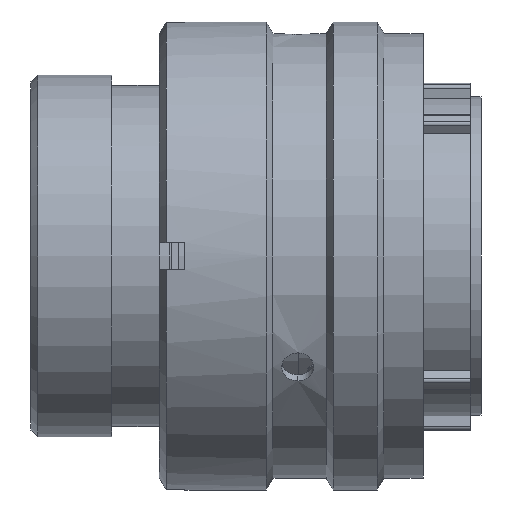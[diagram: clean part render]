
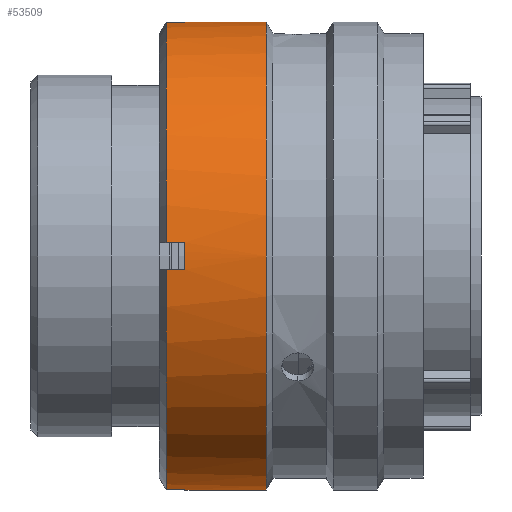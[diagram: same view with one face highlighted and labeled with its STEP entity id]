
A CAD part, front view. The second image highlights one B-rep face of the part: STEP entity #53509.
In plain terms, the highlighted cylindrical face has radius 17.35 mm (diameter 34.7 mm), a partial arc.
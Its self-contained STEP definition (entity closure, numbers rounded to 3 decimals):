
#515 = ORIENTED_EDGE ( 'NONE', *, *, #82519, .T. ) ;
#1277 = CIRCLE ( 'NONE', #37487, 17.35 ) ;
#2106 = DIRECTION ( 'NONE',  ( 1., 0., 0. ) ) ;
#6850 = CARTESIAN_POINT ( 'NONE',  ( 11.42, -17.321, 1. ) ) ;
#7141 = DIRECTION ( 'NONE',  ( 0., 0., 1. ) ) ;
#7271 = DIRECTION ( 'NONE',  ( 0., 0., 1. ) ) ;
#7318 = AXIS2_PLACEMENT_3D ( 'NONE', #37994, #25782, #51336 ) ;
#7607 = ORIENTED_EDGE ( 'NONE', *, *, #39130, .T. ) ;
#9029 = LINE ( 'NONE', #15763, #80320 ) ;
#10419 = CARTESIAN_POINT ( 'NONE',  ( 29.07, 0., -17.35 ) ) ;
#10824 = ORIENTED_EDGE ( 'NONE', *, *, #38821, .T. ) ;
#11125 = DIRECTION ( 'NONE',  ( 0., 0., -1. ) ) ;
#11919 = AXIS2_PLACEMENT_3D ( 'NONE', #58730, #77674, #7141 ) ;
#13175 = EDGE_CURVE ( 'NONE', #54607, #64070, #56119, .T. ) ;
#13681 = EDGE_CURVE ( 'NONE', #54607, #34628, #1277, .T. ) ;
#13725 = VECTOR ( 'NONE', #74492, 1000. ) ;
#13979 = CARTESIAN_POINT ( 'NONE',  ( 11.42, 0., -17.35 ) ) ;
#15240 = DIRECTION ( 'NONE',  ( 1., 0., 0. ) ) ;
#15763 = CARTESIAN_POINT ( 'NONE',  ( 29.07, -17.321, 1. ) ) ;
#16605 = DIRECTION ( 'NONE',  ( 1., 0., 0. ) ) ;
#16875 = ORIENTED_EDGE ( 'NONE', *, *, #77802, .T. ) ;
#17542 = CARTESIAN_POINT ( 'NONE',  ( 29.07, -17.321, -1. ) ) ;
#17591 = CARTESIAN_POINT ( 'NONE',  ( 10.02, -17.321, -1. ) ) ;
#17940 = ORIENTED_EDGE ( 'NONE', *, *, #13681, .T. ) ;
#21166 = DIRECTION ( 'NONE',  ( 1., 0., 0. ) ) ;
#24310 = VERTEX_POINT ( 'NONE', #77459 ) ;
#25782 = DIRECTION ( 'NONE',  ( 1., 0., 0. ) ) ;
#26946 = VERTEX_POINT ( 'NONE', #6850 ) ;
#27778 = CARTESIAN_POINT ( 'NONE',  ( 29.07, -1., 17.321 ) ) ;
#29656 = CIRCLE ( 'NONE', #47075, 17.35 ) ;
#29757 = CARTESIAN_POINT ( 'NONE',  ( 10.02, -1., -17.321 ) ) ;
#31003 = LINE ( 'NONE', #10419, #74843 ) ;
#31097 = EDGE_CURVE ( 'NONE', #55821, #62212, #31003, .T. ) ;
#31507 = CARTESIAN_POINT ( 'NONE',  ( 10.02, 0., 0. ) ) ;
#34080 = ORIENTED_EDGE ( 'NONE', *, *, #31097, .T. ) ;
#34628 = VERTEX_POINT ( 'NONE', #35724 ) ;
#35724 = CARTESIAN_POINT ( 'NONE',  ( 11.42, -1., 17.321 ) ) ;
#36308 = LINE ( 'NONE', #48443, #13725 ) ;
#37487 = AXIS2_PLACEMENT_3D ( 'NONE', #72700, #15240, #7271 ) ;
#37994 = CARTESIAN_POINT ( 'NONE',  ( 29.07, 0., 0. ) ) ;
#38023 = CARTESIAN_POINT ( 'NONE',  ( 11.42, 0., 0. ) ) ;
#38821 = EDGE_CURVE ( 'NONE', #43660, #80956, #29656, .T. ) ;
#39130 = EDGE_CURVE ( 'NONE', #24310, #43660, #51058, .T. ) ;
#39941 = VECTOR ( 'NONE', #42792, 1000. ) ;
#41470 = CIRCLE ( 'NONE', #11919, 17.35 ) ;
#42211 = DIRECTION ( 'NONE',  ( 1., 0., 0. ) ) ;
#42792 = DIRECTION ( 'NONE',  ( 1., 0., 0. ) ) ;
#42962 = CARTESIAN_POINT ( 'NONE',  ( 11.42, -1., -17.321 ) ) ;
#42978 = EDGE_CURVE ( 'NONE', #73649, #55821, #59841, .T. ) ;
#43068 = CARTESIAN_POINT ( 'NONE',  ( 17.44, 0., 0. ) ) ;
#43432 = CARTESIAN_POINT ( 'NONE',  ( 10.02, -17.321, 1. ) ) ;
#43660 = VERTEX_POINT ( 'NONE', #17591 ) ;
#44273 = CYLINDRICAL_SURFACE ( 'NONE', #7318, 17.35 ) ;
#46666 = CIRCLE ( 'NONE', #80191, 17.35 ) ;
#47071 = LINE ( 'NONE', #27778, #53107 ) ;
#47075 = AXIS2_PLACEMENT_3D ( 'NONE', #31507, #63826, #57456 ) ;
#48443 = CARTESIAN_POINT ( 'NONE',  ( 29.07, -1., -17.321 ) ) ;
#49615 = ORIENTED_EDGE ( 'NONE', *, *, #59059, .T. ) ;
#51058 = LINE ( 'NONE', #17542, #56469 ) ;
#51336 = DIRECTION ( 'NONE',  ( 0., 0., -1. ) ) ;
#53107 = VECTOR ( 'NONE', #71841, 1000. ) ;
#53509 = ADVANCED_FACE ( 'NONE', ( #64002 ), #44273, .T. ) ;
#53526 = VERTEX_POINT ( 'NONE', #43432 ) ;
#54607 = VERTEX_POINT ( 'NONE', #69764 ) ;
#54634 = EDGE_CURVE ( 'NONE', #34628, #68016, #47071, .T. ) ;
#54901 = CARTESIAN_POINT ( 'NONE',  ( 29.07, 0., 17.35 ) ) ;
#55821 = VERTEX_POINT ( 'NONE', #13979 ) ;
#56119 = LINE ( 'NONE', #54901, #39941 ) ;
#56469 = VECTOR ( 'NONE', #76742, 1000. ) ;
#57456 = DIRECTION ( 'NONE',  ( 0., 0., -1. ) ) ;
#58730 = CARTESIAN_POINT ( 'NONE',  ( 11.42, 0., 0. ) ) ;
#59059 = EDGE_CURVE ( 'NONE', #53526, #26946, #9029, .T. ) ;
#59841 = CIRCLE ( 'NONE', #77335, 17.35 ) ;
#62212 = VERTEX_POINT ( 'NONE', #76982 ) ;
#63826 = DIRECTION ( 'NONE',  ( 1., 0., 0. ) ) ;
#63863 = ORIENTED_EDGE ( 'NONE', *, *, #75761, .T. ) ;
#64002 = FACE_OUTER_BOUND ( 'NONE', #65665, .T. ) ;
#64070 = VERTEX_POINT ( 'NONE', #64184 ) ;
#64184 = CARTESIAN_POINT ( 'NONE',  ( 17.44, 0., 17.35 ) ) ;
#65665 = EDGE_LOOP ( 'NONE', ( #69524, #17940, #72229, #63863, #49615, #515, #7607, #10824, #16875, #72138, #34080, #82467 ) ) ;
#67553 = DIRECTION ( 'NONE',  ( 1., 0., 0. ) ) ;
#68016 = VERTEX_POINT ( 'NONE', #73822 ) ;
#69524 = ORIENTED_EDGE ( 'NONE', *, *, #13175, .F. ) ;
#69764 = CARTESIAN_POINT ( 'NONE',  ( 11.42, 0., 17.35 ) ) ;
#71552 = DIRECTION ( 'NONE',  ( 0., 0., 1. ) ) ;
#71841 = DIRECTION ( 'NONE',  ( -1., 0., 0. ) ) ;
#72016 = AXIS2_PLACEMENT_3D ( 'NONE', #73416, #2106, #78522 ) ;
#72138 = ORIENTED_EDGE ( 'NONE', *, *, #42978, .T. ) ;
#72229 = ORIENTED_EDGE ( 'NONE', *, *, #54634, .T. ) ;
#72700 = CARTESIAN_POINT ( 'NONE',  ( 11.42, 0., 0. ) ) ;
#73416 = CARTESIAN_POINT ( 'NONE',  ( 10.02, 0., 0. ) ) ;
#73649 = VERTEX_POINT ( 'NONE', #42962 ) ;
#73822 = CARTESIAN_POINT ( 'NONE',  ( 10.02, -1., 17.321 ) ) ;
#74492 = DIRECTION ( 'NONE',  ( 1., 0., 0. ) ) ;
#74843 = VECTOR ( 'NONE', #67553, 1000. ) ;
#75761 = EDGE_CURVE ( 'NONE', #68016, #53526, #77447, .T. ) ;
#76742 = DIRECTION ( 'NONE',  ( -1., 0., 0. ) ) ;
#76982 = CARTESIAN_POINT ( 'NONE',  ( 17.44, 0., -17.35 ) ) ;
#77335 = AXIS2_PLACEMENT_3D ( 'NONE', #38023, #21166, #71552 ) ;
#77447 = CIRCLE ( 'NONE', #72016, 17.35 ) ;
#77459 = CARTESIAN_POINT ( 'NONE',  ( 11.42, -17.321, -1. ) ) ;
#77674 = DIRECTION ( 'NONE',  ( 1., 0., 0. ) ) ;
#77802 = EDGE_CURVE ( 'NONE', #80956, #73649, #36308, .T. ) ;
#78522 = DIRECTION ( 'NONE',  ( 0., 0., -1. ) ) ;
#80191 = AXIS2_PLACEMENT_3D ( 'NONE', #43068, #16605, #11125 ) ;
#80320 = VECTOR ( 'NONE', #42211, 1000. ) ;
#80956 = VERTEX_POINT ( 'NONE', #29757 ) ;
#81756 = EDGE_CURVE ( 'NONE', #64070, #62212, #46666, .T. ) ;
#82467 = ORIENTED_EDGE ( 'NONE', *, *, #81756, .F. ) ;
#82519 = EDGE_CURVE ( 'NONE', #26946, #24310, #41470, .T. ) ;
